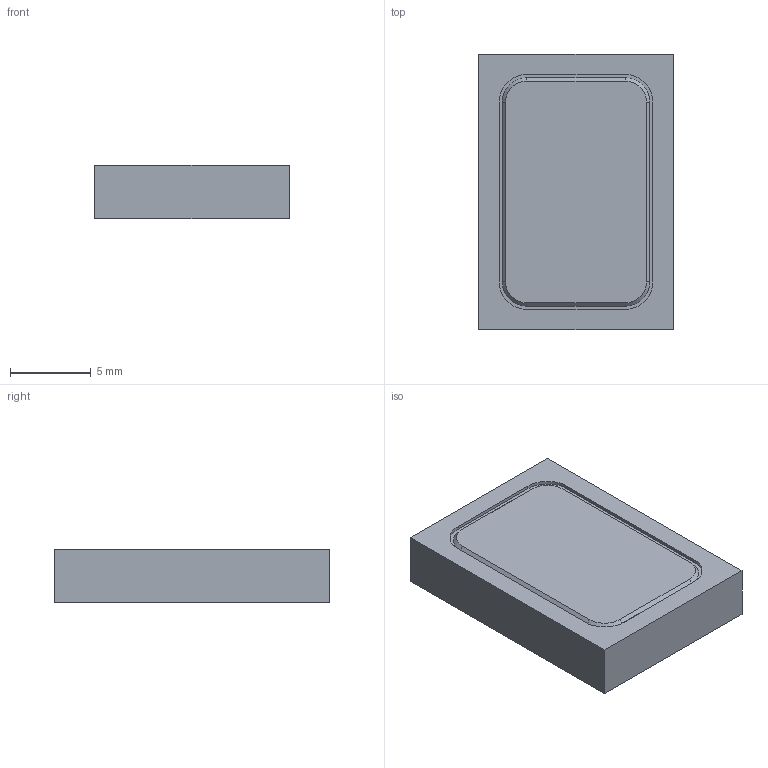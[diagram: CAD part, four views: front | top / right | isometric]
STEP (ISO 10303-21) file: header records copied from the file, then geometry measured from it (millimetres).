
FILE_DESCRIPTION(('FreeCAD Model'),'2;1');
FILE_NAME('Open CASCADE Shape Model','2025-02-12T13:52:49',(''),(''), 'Open CASCADE STEP processor 7.7','FreeCAD','Unknown');
FILE_SCHEMA(('AUTOMOTIVE_DESIGN { 1 0 10303 214 1 1 1 1 }'));
Length unit declared in the file: millimetre
Products named in the file (2): CMS-171233-18SP-X8; Body001
Assembly tree (1 placements, depth 2):
  CMS-171233-18SP-X8
    Body001
Bounding box: 12 x 17 x 3.3 mm (x, y, z)
Volume: 670.6 mm3; surface area: 612 mm2
Topology: 1 solids, 1 shells, 24 faces, 60 edges, 40 vertices
Faces by surface type: plane 16, cylinder 4, cone 4
Entity records: 752 total; most frequent: CARTESIAN_POINT 134, DIRECTION 120, ORIENTED_EDGE 120, EDGE_CURVE 60, AXIS2_PLACEMENT_3D 42, VERTEX_POINT 40, LINE 36, VECTOR 36
